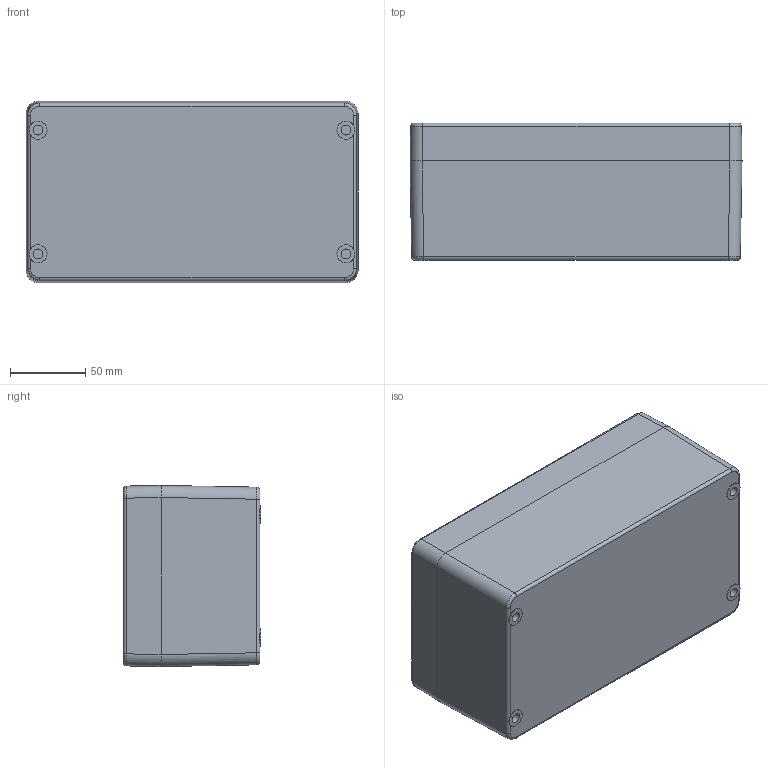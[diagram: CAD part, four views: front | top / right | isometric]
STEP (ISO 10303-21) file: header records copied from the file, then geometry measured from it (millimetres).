
FILE_DESCRIPTION((''),'2;1');
FILE_NAME('CP-240_ASM','2010-07-09T',('K.Herdt'),(''),'PRO/ENGINEER BY PARAMETRIC TECHNOLOGY CORPORATION, 2005070','PRO/ENGINEER BY PARAMETRIC TECHNOLOGY CORPORATION, 2005070','');
FILE_SCHEMA(('AUTOMOTIVE_DESIGN_CC2 { 1 2 10303 214 -1 1 5 2 }'));
Length unit declared in the file: millimetre
Products named in the file (4): CP-240_UNTERTEIL; CP-240_DECKEL; 9261027000; CP-240_ASM
Assembly tree (6 placements, depth 2):
  CP-240_ASM
    CP-240_UNTERTEIL
    CP-240_DECKEL
    9261027000  x4
Bounding box: 220 x 91 x 120 mm (x, y, z)
Volume: 550777.2 mm3; surface area: 240302.4 mm2
Topology: 6 solids, 20 shells, 529 faces, 1366 edges, 862 vertices
Faces by surface type: plane 197, cylinder 192, cone 104, torus 20, bspline 16
Entity records: 15249 total; most frequent: CARTESIAN_POINT 2760, DIRECTION 2088, ORIENTED_EDGE 1864, PRESENTATION_STYLE_ASSIGNMENT 968, STYLED_ITEM 968, CURVE_STYLE 954, EDGE_CURVE 954, AXIS2_PLACEMENT_3D 819
